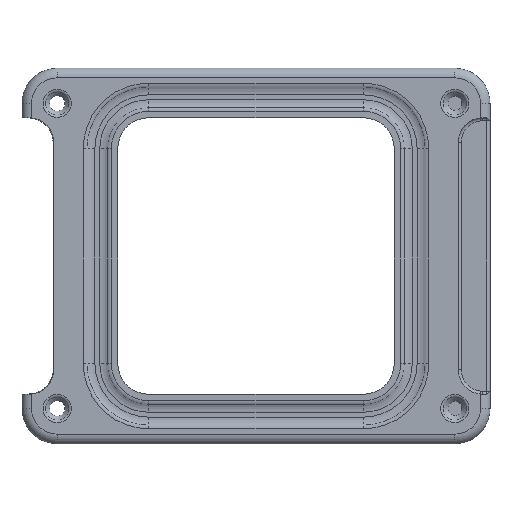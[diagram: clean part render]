
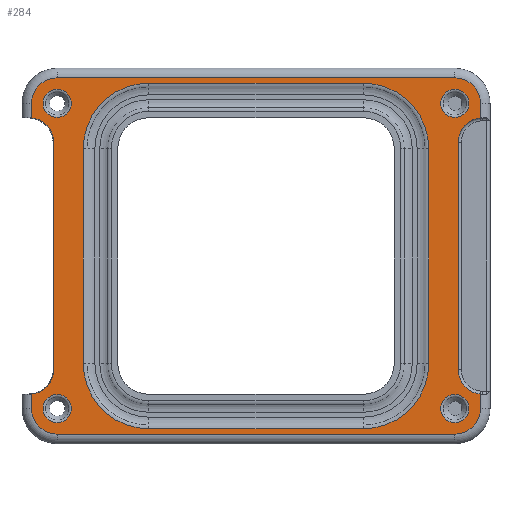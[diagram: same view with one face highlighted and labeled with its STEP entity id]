
A CAD part, top view. The second image highlights one B-rep face of the part: STEP entity #284.
In plain terms, the highlighted planar face has unit normal (0, 0, 1).
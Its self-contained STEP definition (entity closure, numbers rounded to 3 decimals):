
#27=CARTESIAN_POINT('',(0.,0.,2.));
#28=DIRECTION('',(0.,0.,1.));
#29=DIRECTION('',(-1.,0.,0.));
#30=AXIS2_PLACEMENT_3D('',#27,#28,#29);
#31=PLANE('',#30);
#32=CARTESIAN_POINT('',(14.114,10.5,2.));
#33=VERTEX_POINT('',#32);
#34=CARTESIAN_POINT('',(14.114,-10.5,2.));
#35=VERTEX_POINT('',#34);
#36=CARTESIAN_POINT('',(14.114,10.5,2.));
#37=DIRECTION('',(0.,-1.,0.));
#38=VECTOR('',#37,21.);
#39=LINE('',#36,#38);
#40=EDGE_CURVE('',#33,#35,#39,.T.);
#41=ORIENTED_EDGE('',*,*,#40,.T.);
#42=CARTESIAN_POINT('',(7.74,-16.874,2.));
#43=VERTEX_POINT('',#42);
#44=CARTESIAN_POINT('',(7.74,-10.5,2.));
#45=DIRECTION('',(-0.,-0.,-1.));
#46=DIRECTION('',(1.,0.,-0.));
#47=AXIS2_PLACEMENT_3D('',#44,#45,#46);
#48=CIRCLE('',#47,6.374);
#49=EDGE_CURVE('',#35,#43,#48,.T.);
#50=ORIENTED_EDGE('',*,*,#49,.T.);
#51=CARTESIAN_POINT('',(-13.26,-16.874,2.));
#52=VERTEX_POINT('',#51);
#53=CARTESIAN_POINT('',(7.74,-16.874,2.));
#54=DIRECTION('',(-1.,0.,0.));
#55=VECTOR('',#54,21.);
#56=LINE('',#53,#55);
#57=EDGE_CURVE('',#43,#52,#56,.T.);
#58=ORIENTED_EDGE('',*,*,#57,.T.);
#59=CARTESIAN_POINT('',(-19.634,-10.5,2.));
#60=VERTEX_POINT('',#59);
#61=CARTESIAN_POINT('',(-13.26,-10.5,2.));
#62=DIRECTION('',(-0.,-0.,-1.));
#63=DIRECTION('',(1.,0.,-0.));
#64=AXIS2_PLACEMENT_3D('',#61,#62,#63);
#65=CIRCLE('',#64,6.374);
#66=EDGE_CURVE('',#52,#60,#65,.T.);
#67=ORIENTED_EDGE('',*,*,#66,.T.);
#68=CARTESIAN_POINT('',(-19.634,10.5,2.));
#69=VERTEX_POINT('',#68);
#70=CARTESIAN_POINT('',(-19.634,-10.5,2.));
#71=DIRECTION('',(0.,1.,0.));
#72=VECTOR('',#71,21.);
#73=LINE('',#70,#72);
#74=EDGE_CURVE('',#60,#69,#73,.T.);
#75=ORIENTED_EDGE('',*,*,#74,.T.);
#76=CARTESIAN_POINT('',(-13.26,16.874,2.));
#77=VERTEX_POINT('',#76);
#78=CARTESIAN_POINT('',(-13.26,10.5,2.));
#79=DIRECTION('',(-0.,-0.,-1.));
#80=DIRECTION('',(1.,0.,-0.));
#81=AXIS2_PLACEMENT_3D('',#78,#79,#80);
#82=CIRCLE('',#81,6.374);
#83=EDGE_CURVE('',#69,#77,#82,.T.);
#84=ORIENTED_EDGE('',*,*,#83,.T.);
#85=CARTESIAN_POINT('',(7.74,16.874,2.));
#86=VERTEX_POINT('',#85);
#87=CARTESIAN_POINT('',(-13.26,16.874,2.));
#88=DIRECTION('',(1.,0.,-0.));
#89=VECTOR('',#88,21.);
#90=LINE('',#87,#89);
#91=EDGE_CURVE('',#77,#86,#90,.T.);
#92=ORIENTED_EDGE('',*,*,#91,.T.);
#93=CARTESIAN_POINT('',(7.74,10.5,2.));
#94=DIRECTION('',(-0.,-0.,-1.));
#95=DIRECTION('',(1.,0.,-0.));
#96=AXIS2_PLACEMENT_3D('',#93,#94,#95);
#97=CIRCLE('',#96,6.374);
#98=EDGE_CURVE('',#86,#33,#97,.T.);
#99=ORIENTED_EDGE('',*,*,#98,.T.);
#100=EDGE_LOOP('',(#41,#50,#58,#67,#75,#84,#92,#99));
#101=FACE_BOUND('',#100,.T.);
#102=CARTESIAN_POINT('',(16.993,-11.1,2.));
#103=VERTEX_POINT('',#102);
#104=CARTESIAN_POINT('',(19.16,-13.489,2.));
#105=VERTEX_POINT('',#104);
#106=CARTESIAN_POINT('',(19.393,-11.1,2.));
#107=DIRECTION('',(0.,0.,1.));
#108=DIRECTION('',(1.,0.,-0.));
#109=AXIS2_PLACEMENT_3D('',#106,#107,#108);
#110=CIRCLE('',#109,2.4);
#111=EDGE_CURVE('',#103,#105,#110,.T.);
#112=ORIENTED_EDGE('',*,*,#111,.F.);
#113=CARTESIAN_POINT('',(16.993,11.1,2.));
#114=VERTEX_POINT('',#113);
#115=CARTESIAN_POINT('',(16.993,-11.1,2.));
#116=DIRECTION('',(0.,1.,0.));
#117=VECTOR('',#116,22.2);
#118=LINE('',#115,#117);
#119=EDGE_CURVE('',#103,#114,#118,.T.);
#120=ORIENTED_EDGE('',*,*,#119,.T.);
#121=CARTESIAN_POINT('',(19.16,13.489,2.));
#122=VERTEX_POINT('',#121);
#123=CARTESIAN_POINT('',(19.393,11.1,2.));
#124=DIRECTION('',(0.,0.,1.));
#125=DIRECTION('',(1.,0.,-0.));
#126=AXIS2_PLACEMENT_3D('',#123,#124,#125);
#127=CIRCLE('',#126,2.4);
#128=EDGE_CURVE('',#122,#114,#127,.T.);
#129=ORIENTED_EDGE('',*,*,#128,.F.);
#130=CARTESIAN_POINT('',(19.16,14.9,2.));
#131=VERTEX_POINT('',#130);
#132=CARTESIAN_POINT('',(19.16,13.489,2.));
#133=DIRECTION('',(-0.,1.,-0.));
#134=VECTOR('',#133,1.411);
#135=LINE('',#132,#134);
#136=EDGE_CURVE('',#122,#131,#135,.T.);
#137=ORIENTED_EDGE('',*,*,#136,.T.);
#138=CARTESIAN_POINT('',(16.66,17.4,2.));
#139=VERTEX_POINT('',#138);
#140=CARTESIAN_POINT('',(16.66,14.9,2.));
#141=DIRECTION('',(0.,0.,1.));
#142=DIRECTION('',(1.,0.,-0.));
#143=AXIS2_PLACEMENT_3D('',#140,#141,#142);
#144=CIRCLE('',#143,2.5);
#145=EDGE_CURVE('',#131,#139,#144,.T.);
#146=ORIENTED_EDGE('',*,*,#145,.T.);
#147=CARTESIAN_POINT('',(-22.18,17.4,2.));
#148=VERTEX_POINT('',#147);
#149=CARTESIAN_POINT('',(16.66,17.4,2.));
#150=DIRECTION('',(-1.,0.,0.));
#151=VECTOR('',#150,38.84);
#152=LINE('',#149,#151);
#153=EDGE_CURVE('',#139,#148,#152,.T.);
#154=ORIENTED_EDGE('',*,*,#153,.T.);
#155=CARTESIAN_POINT('',(-24.68,14.9,2.));
#156=VERTEX_POINT('',#155);
#157=CARTESIAN_POINT('',(-22.18,14.9,2.));
#158=DIRECTION('',(0.,0.,1.));
#159=DIRECTION('',(1.,0.,-0.));
#160=AXIS2_PLACEMENT_3D('',#157,#158,#159);
#161=CIRCLE('',#160,2.5);
#162=EDGE_CURVE('',#148,#156,#161,.T.);
#163=ORIENTED_EDGE('',*,*,#162,.T.);
#164=CARTESIAN_POINT('',(-24.68,13.489,2.));
#165=VERTEX_POINT('',#164);
#166=CARTESIAN_POINT('',(-24.68,14.9,2.));
#167=DIRECTION('',(0.,-1.,0.));
#168=VECTOR('',#167,1.411);
#169=LINE('',#166,#168);
#170=EDGE_CURVE('',#156,#165,#169,.T.);
#171=ORIENTED_EDGE('',*,*,#170,.T.);
#172=CARTESIAN_POINT('',(-22.513,11.1,2.));
#173=VERTEX_POINT('',#172);
#174=CARTESIAN_POINT('',(-24.913,11.1,2.));
#175=DIRECTION('',(-0.,-0.,-1.));
#176=DIRECTION('',(1.,0.,-0.));
#177=AXIS2_PLACEMENT_3D('',#174,#175,#176);
#178=CIRCLE('',#177,2.4);
#179=EDGE_CURVE('',#165,#173,#178,.T.);
#180=ORIENTED_EDGE('',*,*,#179,.T.);
#181=CARTESIAN_POINT('',(-22.513,-11.1,2.));
#182=VERTEX_POINT('',#181);
#183=CARTESIAN_POINT('',(-22.513,-11.1,2.));
#184=DIRECTION('',(0.,1.,0.));
#185=VECTOR('',#184,22.2);
#186=LINE('',#183,#185);
#187=EDGE_CURVE('',#182,#173,#186,.T.);
#188=ORIENTED_EDGE('',*,*,#187,.F.);
#189=CARTESIAN_POINT('',(-24.68,-13.489,2.));
#190=VERTEX_POINT('',#189);
#191=CARTESIAN_POINT('',(-24.913,-11.1,2.));
#192=DIRECTION('',(-0.,-0.,-1.));
#193=DIRECTION('',(1.,0.,-0.));
#194=AXIS2_PLACEMENT_3D('',#191,#192,#193);
#195=CIRCLE('',#194,2.4);
#196=EDGE_CURVE('',#182,#190,#195,.T.);
#197=ORIENTED_EDGE('',*,*,#196,.T.);
#198=CARTESIAN_POINT('',(-24.68,-14.9,2.));
#199=VERTEX_POINT('',#198);
#200=CARTESIAN_POINT('',(-24.68,-13.489,2.));
#201=DIRECTION('',(0.,-1.,0.));
#202=VECTOR('',#201,1.411);
#203=LINE('',#200,#202);
#204=EDGE_CURVE('',#190,#199,#203,.T.);
#205=ORIENTED_EDGE('',*,*,#204,.T.);
#206=CARTESIAN_POINT('',(-22.18,-17.4,2.));
#207=VERTEX_POINT('',#206);
#208=CARTESIAN_POINT('',(-22.18,-14.9,2.));
#209=DIRECTION('',(0.,0.,1.));
#210=DIRECTION('',(1.,0.,-0.));
#211=AXIS2_PLACEMENT_3D('',#208,#209,#210);
#212=CIRCLE('',#211,2.5);
#213=EDGE_CURVE('',#199,#207,#212,.T.);
#214=ORIENTED_EDGE('',*,*,#213,.T.);
#215=CARTESIAN_POINT('',(16.66,-17.4,2.));
#216=VERTEX_POINT('',#215);
#217=CARTESIAN_POINT('',(-22.18,-17.4,2.));
#218=DIRECTION('',(1.,-0.,-0.));
#219=VECTOR('',#218,38.84);
#220=LINE('',#217,#219);
#221=EDGE_CURVE('',#207,#216,#220,.T.);
#222=ORIENTED_EDGE('',*,*,#221,.T.);
#223=CARTESIAN_POINT('',(19.16,-14.9,2.));
#224=VERTEX_POINT('',#223);
#225=CARTESIAN_POINT('',(16.66,-14.9,2.));
#226=DIRECTION('',(0.,0.,1.));
#227=DIRECTION('',(1.,0.,-0.));
#228=AXIS2_PLACEMENT_3D('',#225,#226,#227);
#229=CIRCLE('',#228,2.5);
#230=EDGE_CURVE('',#216,#224,#229,.T.);
#231=ORIENTED_EDGE('',*,*,#230,.T.);
#232=CARTESIAN_POINT('',(19.16,-14.9,2.));
#233=DIRECTION('',(-0.,1.,-0.));
#234=VECTOR('',#233,1.411);
#235=LINE('',#232,#234);
#236=EDGE_CURVE('',#224,#105,#235,.T.);
#237=ORIENTED_EDGE('',*,*,#236,.T.);
#238=EDGE_LOOP('',(#112,#120,#129,#137,#146,#154,#163,#171,#180,#188,#197,#205,#214,#222,#231,#237));
#239=FACE_BOUND('',#238,.T.);
#240=CARTESIAN_POINT('',(-20.806,-14.9,2.));
#241=VERTEX_POINT('',#240);
#242=CARTESIAN_POINT('',(-22.18,-14.9,2.));
#243=DIRECTION('',(-0.,-0.,-1.));
#244=DIRECTION('',(1.,0.,-0.));
#245=AXIS2_PLACEMENT_3D('',#242,#243,#244);
#246=CIRCLE('',#245,1.374);
#247=EDGE_CURVE('',#241,#241,#246,.T.);
#248=ORIENTED_EDGE('',*,*,#247,.T.);
#249=EDGE_LOOP('',(#248));
#250=FACE_BOUND('',#249,.T.);
#251=CARTESIAN_POINT('',(18.034,-14.9,2.));
#252=VERTEX_POINT('',#251);
#253=CARTESIAN_POINT('',(16.66,-14.9,2.));
#254=DIRECTION('',(-0.,-0.,-1.));
#255=DIRECTION('',(1.,0.,-0.));
#256=AXIS2_PLACEMENT_3D('',#253,#254,#255);
#257=CIRCLE('',#256,1.374);
#258=EDGE_CURVE('',#252,#252,#257,.T.);
#259=ORIENTED_EDGE('',*,*,#258,.T.);
#260=EDGE_LOOP('',(#259));
#261=FACE_BOUND('',#260,.T.);
#262=CARTESIAN_POINT('',(-20.806,14.9,2.));
#263=VERTEX_POINT('',#262);
#264=CARTESIAN_POINT('',(-22.18,14.9,2.));
#265=DIRECTION('',(-0.,-0.,-1.));
#266=DIRECTION('',(1.,0.,-0.));
#267=AXIS2_PLACEMENT_3D('',#264,#265,#266);
#268=CIRCLE('',#267,1.374);
#269=EDGE_CURVE('',#263,#263,#268,.T.);
#270=ORIENTED_EDGE('',*,*,#269,.T.);
#271=EDGE_LOOP('',(#270));
#272=FACE_BOUND('',#271,.T.);
#273=CARTESIAN_POINT('',(18.034,14.9,2.));
#274=VERTEX_POINT('',#273);
#275=CARTESIAN_POINT('',(16.66,14.9,2.));
#276=DIRECTION('',(-0.,-0.,-1.));
#277=DIRECTION('',(1.,0.,-0.));
#278=AXIS2_PLACEMENT_3D('',#275,#276,#277);
#279=CIRCLE('',#278,1.374);
#280=EDGE_CURVE('',#274,#274,#279,.T.);
#281=ORIENTED_EDGE('',*,*,#280,.T.);
#282=EDGE_LOOP('',(#281));
#283=FACE_BOUND('',#282,.T.);
#284=ADVANCED_FACE('',(#101,#239,#250,#261,#272,#283),#31,.T.);
